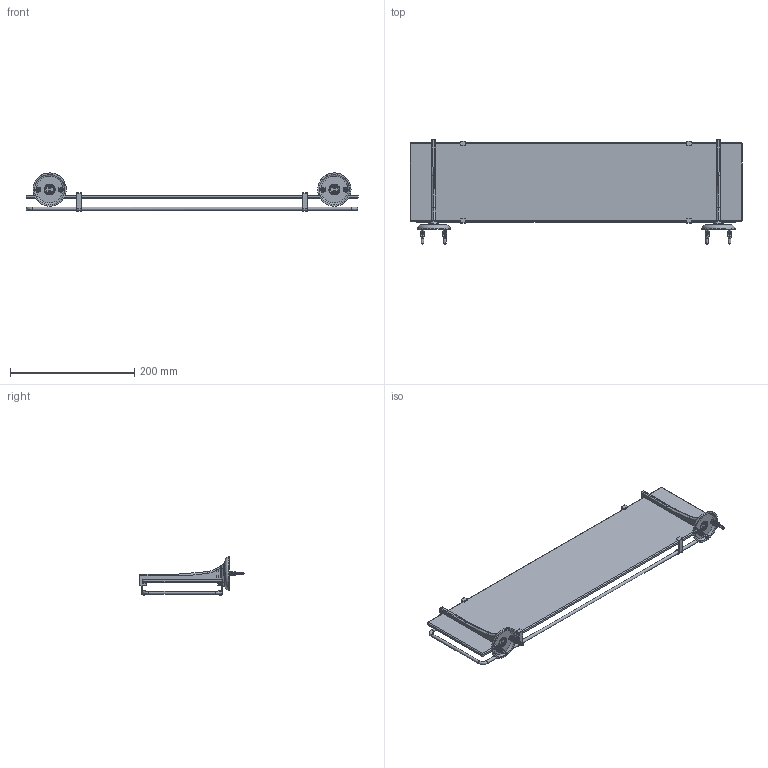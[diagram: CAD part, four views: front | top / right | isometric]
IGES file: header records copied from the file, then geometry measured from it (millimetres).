
Global section: file name: N2114; native system: Autodesk Inventor 2018; preprocessor: unknown; author: rclarke; date: 20171018.095041; units: millimetre
Bounding box: 534 x 168.82 x 61.35 mm (x, y, z)
Volume: 466009.6 mm3; surface area: 192807.8 mm2
Topology: 24 solids, 24 shells, 1417 faces, 4061 edges, 2640 vertices
Faces by surface type: bspline 1417
